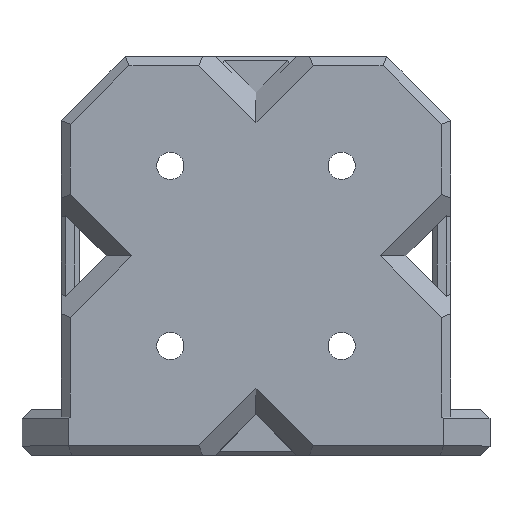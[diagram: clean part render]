
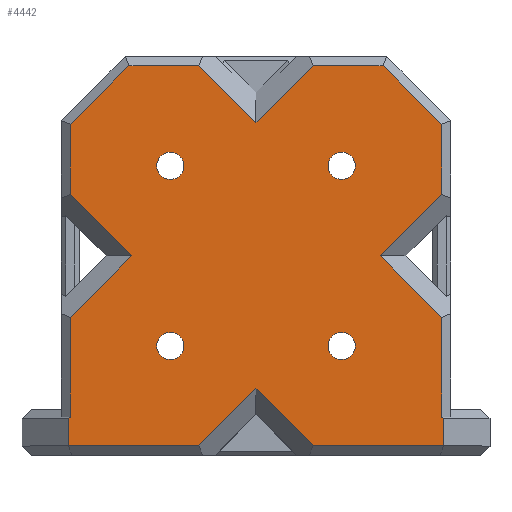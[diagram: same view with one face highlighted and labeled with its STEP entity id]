
A CAD part, top view. The second image highlights one B-rep face of the part: STEP entity #4442.
In plain terms, the highlighted planar face has unit normal (0, 0, 1).
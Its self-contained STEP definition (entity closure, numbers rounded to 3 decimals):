
#74=FACE_BOUND('',#673,.T.);
#75=FACE_BOUND('',#674,.T.);
#76=FACE_BOUND('',#675,.T.);
#77=FACE_BOUND('',#676,.T.);
#199=PLANE('',#4761);
#416=FACE_OUTER_BOUND('',#672,.T.);
#672=EDGE_LOOP('',(#3703,#3704,#3705,#3706,#3707,#3708,#3709,#3710,#3711,
#3712,#3713,#3714,#3715,#3716,#3717,#3718,#3719,#3720,#3721,#3722,#3723,
#3724));
#673=EDGE_LOOP('',(#3725));
#674=EDGE_LOOP('',(#3726));
#675=EDGE_LOOP('',(#3727));
#676=EDGE_LOOP('',(#3728));
#1084=LINE('',#7415,#1577);
#1085=LINE('',#7417,#1578);
#1086=LINE('',#7419,#1579);
#1087=LINE('',#7421,#1580);
#1088=LINE('',#7423,#1581);
#1089=LINE('',#7425,#1582);
#1090=LINE('',#7427,#1583);
#1091=LINE('',#7429,#1584);
#1092=LINE('',#7431,#1585);
#1093=LINE('',#7433,#1586);
#1094=LINE('',#7435,#1587);
#1095=LINE('',#7437,#1588);
#1096=LINE('',#7439,#1589);
#1097=LINE('',#7441,#1590);
#1098=LINE('',#7443,#1591);
#1099=LINE('',#7445,#1592);
#1100=LINE('',#7447,#1593);
#1101=LINE('',#7449,#1594);
#1102=LINE('',#7451,#1595);
#1103=LINE('',#7453,#1596);
#1104=LINE('',#7455,#1597);
#1105=LINE('',#7456,#1598);
#1577=VECTOR('',#5563,10.);
#1578=VECTOR('',#5564,10.);
#1579=VECTOR('',#5565,10.);
#1580=VECTOR('',#5566,10.);
#1581=VECTOR('',#5567,10.);
#1582=VECTOR('',#5568,10.);
#1583=VECTOR('',#5569,10.);
#1584=VECTOR('',#5570,10.);
#1585=VECTOR('',#5571,10.);
#1586=VECTOR('',#5572,10.);
#1587=VECTOR('',#5573,10.);
#1588=VECTOR('',#5574,10.);
#1589=VECTOR('',#5575,10.);
#1590=VECTOR('',#5576,10.);
#1591=VECTOR('',#5577,10.);
#1592=VECTOR('',#5578,10.);
#1593=VECTOR('',#5579,10.);
#1594=VECTOR('',#5580,10.);
#1595=VECTOR('',#5581,10.);
#1596=VECTOR('',#5582,10.);
#1597=VECTOR('',#5583,10.);
#1598=VECTOR('',#5584,10.);
#1868=CIRCLE('',#4762,1.5);
#1869=CIRCLE('',#4763,1.5);
#1870=CIRCLE('',#4764,1.5);
#1871=CIRCLE('',#4765,1.5);
#2195=VERTEX_POINT('',#7413);
#2196=VERTEX_POINT('',#7414);
#2197=VERTEX_POINT('',#7416);
#2198=VERTEX_POINT('',#7418);
#2199=VERTEX_POINT('',#7420);
#2200=VERTEX_POINT('',#7422);
#2201=VERTEX_POINT('',#7424);
#2202=VERTEX_POINT('',#7426);
#2203=VERTEX_POINT('',#7428);
#2204=VERTEX_POINT('',#7430);
#2205=VERTEX_POINT('',#7432);
#2206=VERTEX_POINT('',#7434);
#2207=VERTEX_POINT('',#7436);
#2208=VERTEX_POINT('',#7438);
#2209=VERTEX_POINT('',#7440);
#2210=VERTEX_POINT('',#7442);
#2211=VERTEX_POINT('',#7444);
#2212=VERTEX_POINT('',#7446);
#2213=VERTEX_POINT('',#7448);
#2214=VERTEX_POINT('',#7450);
#2215=VERTEX_POINT('',#7452);
#2216=VERTEX_POINT('',#7454);
#2217=VERTEX_POINT('',#7457);
#2218=VERTEX_POINT('',#7459);
#2219=VERTEX_POINT('',#7461);
#2220=VERTEX_POINT('',#7463);
#2733=EDGE_CURVE('',#2195,#2196,#1084,.T.);
#2734=EDGE_CURVE('',#2197,#2195,#1085,.T.);
#2735=EDGE_CURVE('',#2198,#2197,#1086,.T.);
#2736=EDGE_CURVE('',#2199,#2198,#1087,.T.);
#2737=EDGE_CURVE('',#2200,#2199,#1088,.T.);
#2738=EDGE_CURVE('',#2201,#2200,#1089,.T.);
#2739=EDGE_CURVE('',#2202,#2201,#1090,.T.);
#2740=EDGE_CURVE('',#2203,#2202,#1091,.T.);
#2741=EDGE_CURVE('',#2203,#2204,#1092,.T.);
#2742=EDGE_CURVE('',#2205,#2204,#1093,.T.);
#2743=EDGE_CURVE('',#2206,#2205,#1094,.T.);
#2744=EDGE_CURVE('',#2207,#2206,#1095,.T.);
#2745=EDGE_CURVE('',#2208,#2207,#1096,.T.);
#2746=EDGE_CURVE('',#2209,#2208,#1097,.T.);
#2747=EDGE_CURVE('',#2210,#2209,#1098,.T.);
#2748=EDGE_CURVE('',#2211,#2210,#1099,.T.);
#2749=EDGE_CURVE('',#2212,#2211,#1100,.T.);
#2750=EDGE_CURVE('',#2213,#2212,#1101,.T.);
#2751=EDGE_CURVE('',#2214,#2213,#1102,.T.);
#2752=EDGE_CURVE('',#2215,#2214,#1103,.T.);
#2753=EDGE_CURVE('',#2216,#2215,#1104,.T.);
#2754=EDGE_CURVE('',#2196,#2216,#1105,.T.);
#2755=EDGE_CURVE('',#2217,#2217,#1868,.T.);
#2756=EDGE_CURVE('',#2218,#2218,#1869,.T.);
#2757=EDGE_CURVE('',#2219,#2219,#1870,.T.);
#2758=EDGE_CURVE('',#2220,#2220,#1871,.T.);
#3703=ORIENTED_EDGE('',*,*,#2733,.F.);
#3704=ORIENTED_EDGE('',*,*,#2734,.F.);
#3705=ORIENTED_EDGE('',*,*,#2735,.F.);
#3706=ORIENTED_EDGE('',*,*,#2736,.F.);
#3707=ORIENTED_EDGE('',*,*,#2737,.F.);
#3708=ORIENTED_EDGE('',*,*,#2738,.F.);
#3709=ORIENTED_EDGE('',*,*,#2739,.F.);
#3710=ORIENTED_EDGE('',*,*,#2740,.F.);
#3711=ORIENTED_EDGE('',*,*,#2741,.T.);
#3712=ORIENTED_EDGE('',*,*,#2742,.F.);
#3713=ORIENTED_EDGE('',*,*,#2743,.F.);
#3714=ORIENTED_EDGE('',*,*,#2744,.F.);
#3715=ORIENTED_EDGE('',*,*,#2745,.F.);
#3716=ORIENTED_EDGE('',*,*,#2746,.F.);
#3717=ORIENTED_EDGE('',*,*,#2747,.F.);
#3718=ORIENTED_EDGE('',*,*,#2748,.F.);
#3719=ORIENTED_EDGE('',*,*,#2749,.F.);
#3720=ORIENTED_EDGE('',*,*,#2750,.F.);
#3721=ORIENTED_EDGE('',*,*,#2751,.F.);
#3722=ORIENTED_EDGE('',*,*,#2752,.F.);
#3723=ORIENTED_EDGE('',*,*,#2753,.F.);
#3724=ORIENTED_EDGE('',*,*,#2754,.F.);
#3725=ORIENTED_EDGE('',*,*,#2755,.T.);
#3726=ORIENTED_EDGE('',*,*,#2756,.T.);
#3727=ORIENTED_EDGE('',*,*,#2757,.T.);
#3728=ORIENTED_EDGE('',*,*,#2758,.T.);
#4442=ADVANCED_FACE('',(#416,#74,#75,#76,#77),#199,.T.);
#4761=AXIS2_PLACEMENT_3D('',#7412,#5561,#5562);
#4762=AXIS2_PLACEMENT_3D('',#7458,#5585,#5586);
#4763=AXIS2_PLACEMENT_3D('',#7460,#5587,#5588);
#4764=AXIS2_PLACEMENT_3D('',#7462,#5589,#5590);
#4765=AXIS2_PLACEMENT_3D('',#7464,#5591,#5592);
#5561=DIRECTION('center_axis',(0.,0.,1.));
#5562=DIRECTION('ref_axis',(1.,0.,0.));
#5563=DIRECTION('',(0.707,0.707,0.));
#5564=DIRECTION('',(0.,1.,0.));
#5565=DIRECTION('',(0.816,0.577,0.));
#5566=DIRECTION('',(0.,1.,0.));
#5567=DIRECTION('',(-1.,0.,0.));
#5568=DIRECTION('',(-0.707,-0.707,0.));
#5569=DIRECTION('',(-0.707,0.707,0.));
#5570=DIRECTION('',(-1.,0.,0.));
#5571=DIRECTION('',(0.,1.,0.));
#5572=DIRECTION('',(0.816,-0.577,0.));
#5573=DIRECTION('',(0.,-1.,0.));
#5574=DIRECTION('',(0.707,-0.707,0.));
#5575=DIRECTION('',(-0.707,-0.707,0.));
#5576=DIRECTION('',(0.,-1.,0.));
#5577=DIRECTION('',(0.707,-0.707,0.));
#5578=DIRECTION('',(1.,0.,0.));
#5579=DIRECTION('',(0.707,0.707,0.));
#5580=DIRECTION('',(0.707,-0.707,0.));
#5581=DIRECTION('',(1.,0.,0.));
#5582=DIRECTION('',(0.707,0.707,0.));
#5583=DIRECTION('',(0.,1.,0.));
#5584=DIRECTION('',(-0.707,0.707,0.));
#5585=DIRECTION('center_axis',(0.,0.,-1.));
#5586=DIRECTION('ref_axis',(1.,0.,0.));
#5587=DIRECTION('center_axis',(0.,0.,-1.));
#5588=DIRECTION('ref_axis',(1.,0.,0.));
#5589=DIRECTION('center_axis',(0.,0.,-1.));
#5590=DIRECTION('ref_axis',(1.,0.,0.));
#5591=DIRECTION('center_axis',(0.,0.,-1.));
#5592=DIRECTION('ref_axis',(1.,0.,0.));
#7412=CARTESIAN_POINT('Origin',(-70.,-9.913,12.4));
#7413=CARTESIAN_POINT('',(-90.425,-16.683,12.4));
#7414=CARTESIAN_POINT('',(-83.655,-9.913,12.4));
#7415=CARTESIAN_POINT('',(-80.948,-7.206,12.4));
#7416=CARTESIAN_POINT('',(-90.425,-27.661,12.4));
#7417=CARTESIAN_POINT('',(-90.425,-11.148,12.4));
#7418=CARTESIAN_POINT('',(-90.657,-27.825,12.4));
#7419=CARTESIAN_POINT('',(-80.132,-20.383,12.4));
#7420=CARTESIAN_POINT('',(-90.657,-30.825,12.4));
#7421=CARTESIAN_POINT('',(-90.657,-31.825,12.4));
#7422=CARTESIAN_POINT('',(-76.283,-30.825,12.4));
#7423=CARTESIAN_POINT('',(-77.198,-30.825,12.4));
#7424=CARTESIAN_POINT('',(-70.,-24.542,12.4));
#7425=CARTESIAN_POINT('',(-69.277,-23.819,12.4));
#7426=CARTESIAN_POINT('',(-63.717,-30.825,12.4));
#7427=CARTESIAN_POINT('',(-72.95,-21.592,12.4));
#7428=CARTESIAN_POINT('',(-49.343,-30.825,12.4));
#7429=CARTESIAN_POINT('',(-67.773,-30.825,12.4));
#7430=CARTESIAN_POINT('',(-49.343,-27.825,12.4));
#7431=CARTESIAN_POINT('',(-49.343,-31.825,12.4));
#7432=CARTESIAN_POINT('',(-49.575,-27.661,12.4));
#7433=CARTESIAN_POINT('',(-59.996,-20.293,12.4));
#7434=CARTESIAN_POINT('',(-49.575,-16.683,12.4));
#7435=CARTESIAN_POINT('',(-49.575,-17.354,12.4));
#7436=CARTESIAN_POINT('',(-56.345,-9.913,12.4));
#7437=CARTESIAN_POINT('',(-56.581,-9.677,12.4));
#7438=CARTESIAN_POINT('',(-49.575,-3.142,12.4));
#7439=CARTESIAN_POINT('',(-59.052,-12.619,12.4));
#7440=CARTESIAN_POINT('',(-49.575,4.556,12.4));
#7441=CARTESIAN_POINT('',(-49.575,-17.354,12.4));
#7442=CARTESIAN_POINT('',(-56.019,11.,12.4));
#7443=CARTESIAN_POINT('',(-50.918,5.899,12.4));
#7444=CARTESIAN_POINT('',(-63.717,11.,12.4));
#7445=CARTESIAN_POINT('',(-62.802,11.,12.4));
#7446=CARTESIAN_POINT('',(-70.,4.717,12.4));
#7447=CARTESIAN_POINT('',(-70.723,3.994,12.4));
#7448=CARTESIAN_POINT('',(-76.283,11.,12.4));
#7449=CARTESIAN_POINT('',(-67.05,1.767,12.4));
#7450=CARTESIAN_POINT('',(-83.981,11.,12.4));
#7451=CARTESIAN_POINT('',(-72.227,11.,12.4));
#7452=CARTESIAN_POINT('',(-90.425,4.556,12.4));
#7453=CARTESIAN_POINT('',(-85.568,9.414,12.4));
#7454=CARTESIAN_POINT('',(-90.425,-3.142,12.4));
#7455=CARTESIAN_POINT('',(-90.425,-12.383,12.4));
#7456=CARTESIAN_POINT('',(-83.419,-10.148,12.4));
#7457=CARTESIAN_POINT('',(-80.925,-19.825,12.4));
#7458=CARTESIAN_POINT('Origin',(-79.425,-19.825,12.4));
#7459=CARTESIAN_POINT('',(-62.075,-19.825,12.4));
#7460=CARTESIAN_POINT('Origin',(-60.575,-19.825,12.4));
#7461=CARTESIAN_POINT('',(-62.075,0.,12.4));
#7462=CARTESIAN_POINT('Origin',(-60.575,0.,12.4));
#7463=CARTESIAN_POINT('',(-80.925,0.,12.4));
#7464=CARTESIAN_POINT('Origin',(-79.425,0.,12.4));
